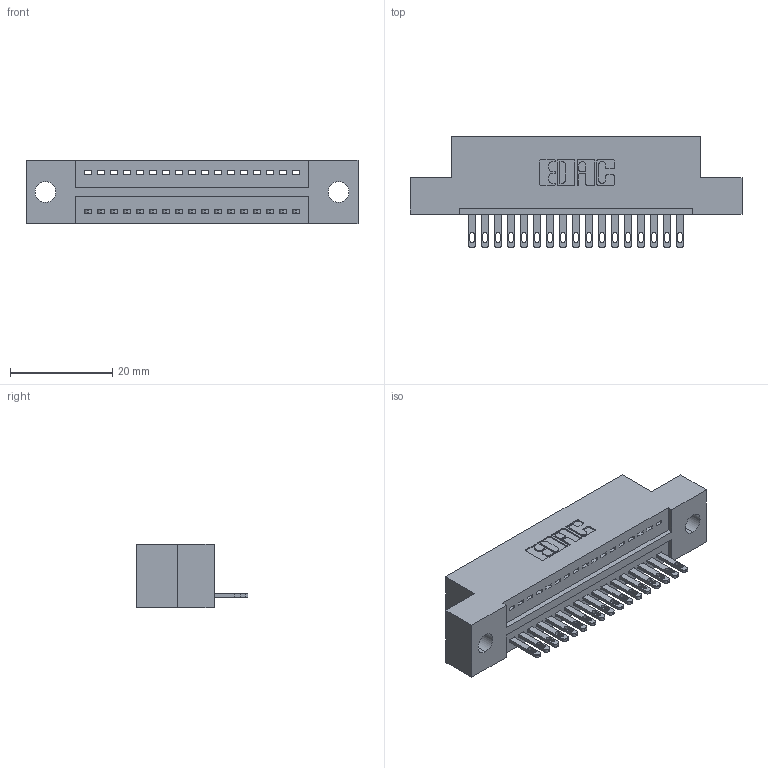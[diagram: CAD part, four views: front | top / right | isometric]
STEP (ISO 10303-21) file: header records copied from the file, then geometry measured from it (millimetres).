
FILE_DESCRIPTION (( 'STEP AP203' ), '1' );
FILE_NAME ('325-017-500-109.STEP', '2020-02-24T16:25:25', ( '' ), ( '' ), 'SwSTEP 2.0', 'SolidWorks 2016', '' );
FILE_SCHEMA (( 'CONFIG_CONTROL_DESIGN' ));
Length unit declared in the file: inch
Products named in the file (3): 325-017-500-109; 325-292-001_325-293-100; 325 Part_.160 TH
Assembly tree (18 placements, depth 2):
  325-017-500-109
    325 Part_.160 TH
    325-292-001_325-293-100  x17
Bounding box: 64.9 x 21.84 x 12.45 mm (x, y, z)
Volume: 7821.8 mm3; surface area: 8056.8 mm2
Topology: 18 solids, 18 shells, 1032 faces, 3167 edges, 2110 vertices
Faces by surface type: plane 682, cylinder 350
Entity records: 13559 total; most frequent: CARTESIAN_POINT 2349, ORIENTED_EDGE 2302, DIRECTION 2033, EDGE_CURVE 1151, VECTOR 1019, LINE 1019, VERTEX_POINT 766, AXIS2_PLACEMENT_3D 507
